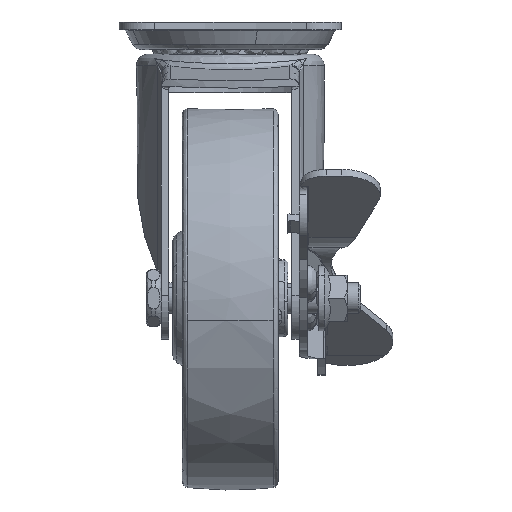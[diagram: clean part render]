
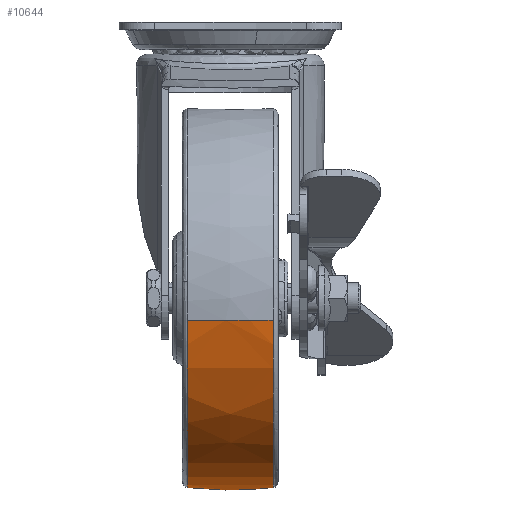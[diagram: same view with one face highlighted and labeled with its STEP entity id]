
A CAD part, left-side view. The second image highlights one B-rep face of the part: STEP entity #10644.
In plain terms, the highlighted free-form (B-spline) face has degree [2, 2] with [5, 3] control points.
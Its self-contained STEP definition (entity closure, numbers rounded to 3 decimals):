
#9494=CARTESIAN_POINT('',(-32.0,11.167,-119.374));
#9495=VERTEX_POINT('',#9494);
#9512=CARTESIAN_POINT('',(-81.044,11.167,-75.701));
#9513=VERTEX_POINT('',#9512);
#9514=CARTESIAN_POINT('',(-32.0,11.167,-119.374));
#9515=CARTESIAN_POINT('',(-34.152,11.167,-119.375));
#9516=CARTESIAN_POINT('',(-38.548,11.167,-119.087));
#9517=CARTESIAN_POINT('',(-44.89,11.167,-117.808));
#9518=CARTESIAN_POINT('',(-51.275,11.167,-115.623));
#9519=CARTESIAN_POINT('',(-56.722,11.167,-112.883));
#9520=CARTESIAN_POINT('',(-61.864,11.167,-109.453));
#9521=CARTESIAN_POINT('',(-66.374,11.167,-105.64));
#9522=CARTESIAN_POINT('',(-71.231,11.167,-100.3));
#9523=CARTESIAN_POINT('',(-75.222,11.167,-94.27));
#9524=CARTESIAN_POINT('',(-78.043,11.167,-88.138));
#9525=CARTESIAN_POINT('',(-79.985,11.167,-82.17));
#9526=CARTESIAN_POINT('',(-80.764,11.167,-78.117));
#9527=CARTESIAN_POINT('',(-81.044,11.167,-75.701));
#9528=B_SPLINE_CURVE_WITH_KNOTS('',3,(#9514,#9515,#9516,#9517,#9518,#9519,#9520,#9521,#9522,#9523,#9524,#9525,#9526,#9527),.UNSPECIFIED.,.F.,.U.,(4,1,1,1,1,1,1,1,1,1,1,4),(0.,6.455,13.19,19.364,26.661,31.432,37.886,44.341,53.041,59.496,64.547,71.844),.UNSPECIFIED.);
#9529=EDGE_CURVE('',#9495,#9513,#9528,.T.);
#9708=CARTESIAN_POINT('',(-32.0,-11.167,-119.374));
#9709=VERTEX_POINT('',#9708);
#9826=CARTESIAN_POINT('',(-81.044,-11.167,-75.701));
#9827=VERTEX_POINT('',#9826);
#9846=CARTESIAN_POINT('',(-32.0,-11.167,-119.374));
#9847=CARTESIAN_POINT('',(-35.087,-11.167,-119.375));
#9848=CARTESIAN_POINT('',(-41.074,-11.167,-118.811));
#9849=CARTESIAN_POINT('',(-49.207,-11.167,-116.511));
#9850=CARTESIAN_POINT('',(-55.494,-11.167,-113.569));
#9851=CARTESIAN_POINT('',(-60.89,-11.167,-110.186));
#9852=CARTESIAN_POINT('',(-65.852,-11.167,-106.18));
#9853=CARTESIAN_POINT('',(-70.63,-11.167,-101.017));
#9854=CARTESIAN_POINT('',(-74.627,-11.167,-95.231));
#9855=CARTESIAN_POINT('',(-77.657,-11.167,-89.196));
#9856=CARTESIAN_POINT('',(-79.897,-11.167,-82.631));
#9857=CARTESIAN_POINT('',(-80.764,-11.167,-78.117));
#9858=CARTESIAN_POINT('',(-81.044,-11.167,-75.701));
#9859=B_SPLINE_CURVE_WITH_KNOTS('',3,(#9846,#9847,#9848,#9849,#9850,#9851,#9852,#9853,#9854,#9855,#9856,#9857,#9858),.UNSPECIFIED.,.F.,.U.,(4,1,1,1,1,1,1,1,1,1,4),(0.,9.261,17.961,25.258,30.028,37.044,44.341,51.076,58.092,64.547,71.844),.UNSPECIFIED.);
#9860=EDGE_CURVE('',#9709,#9827,#9859,.T.);
#10592=CARTESIAN_POINT('',(-81.044,11.167,-75.701));
#10593=CARTESIAN_POINT('',(-81.872,3.754,-75.797));
#10594=CARTESIAN_POINT('',(-81.873,-3.754,-75.797));
#10595=CARTESIAN_POINT('',(-81.044,-11.167,-75.701));
#10596=B_SPLINE_CURVE_WITH_KNOTS('',3,(#10592,#10593,#10594,#10595),.UNSPECIFIED.,.F.,.U.,(4,4),(0.,22.382),.UNSPECIFIED.);
#10597=EDGE_CURVE('',#9513,#9827,#10596,.T.);
#10603=CARTESIAN_POINT('',(-32.0,11.167,-119.374));
#10604=CARTESIAN_POINT('',(-32.,3.754,-120.209));
#10605=CARTESIAN_POINT('',(-32.,-3.754,-120.208));
#10606=CARTESIAN_POINT('',(-32.0,-11.167,-119.374));
#10607=B_SPLINE_CURVE_WITH_KNOTS('',3,(#10603,#10604,#10605,#10606),.UNSPECIFIED.,.F.,.U.,(4,4),(0.,22.382),.UNSPECIFIED.);
#10608=EDGE_CURVE('',#9495,#9709,#10607,.T.);
#10615=CARTESIAN_POINT('',(-32.0,12.293,-119.241));
#10616=CARTESIAN_POINT('',(-32.0,6.17,-120.0));
#10617=CARTESIAN_POINT('',(-32.0,0.,-120.0));
#10618=CARTESIAN_POINT('',(-32.0,-6.17,-120.));
#10619=CARTESIAN_POINT('',(-32.,-12.293,-119.241));
#10620=CARTESIAN_POINT('',(-75.849,12.293,-119.241));
#10621=CARTESIAN_POINT('',(-76.525,6.17,-120.0));
#10622=CARTESIAN_POINT('',(-76.525,0.,-120.0));
#10623=CARTESIAN_POINT('',(-76.525,-6.17,-120.));
#10624=CARTESIAN_POINT('',(-75.849,-12.293,-119.241));
#10625=CARTESIAN_POINT('',(-80.912,12.293,-75.686));
#10626=CARTESIAN_POINT('',(-81.666,6.17,-75.773));
#10627=CARTESIAN_POINT('',(-81.666,0.,-75.773));
#10628=CARTESIAN_POINT('',(-81.666,-6.17,-75.773));
#10629=CARTESIAN_POINT('',(-80.912,-12.293,-75.686));
#10637=(BOUNDED_SURFACE()B_SPLINE_SURFACE(2,2,((#10615,#10620,#10625),(#10616,#10621,#10626),(#10617,#10622,#10627),(#10618,#10623,#10628),(#10619,#10624,#10629)),.UNSPECIFIED.,.F.,.F.,.U.)B_SPLINE_SURFACE_WITH_KNOTS((3,2,3),(3,3),(0.0,12.497,24.993),(0.0,76.132),.UNSPECIFIED.)GEOMETRIC_REPRESENTATION_ITEM()RATIONAL_B_SPLINE_SURFACE(((0.971,0.71,0.93),(0.984,0.719,0.941),(1.0,0.731,0.957),(0.984,0.719,0.941),(0.971,0.71,0.93)))REPRESENTATION_ITEM('')SURFACE());
#10638=ORIENTED_EDGE('',*,*,#9529,.F.);
#10639=ORIENTED_EDGE('',*,*,#10608,.T.);
#10640=ORIENTED_EDGE('',*,*,#9860,.T.);
#10641=ORIENTED_EDGE('',*,*,#10597,.F.);
#10642=EDGE_LOOP('',(#10638,#10639,#10640,#10641));
#10643=FACE_OUTER_BOUND('',#10642,.T.);
#10644=ADVANCED_FACE('',(#10643),#10637,.T.);
